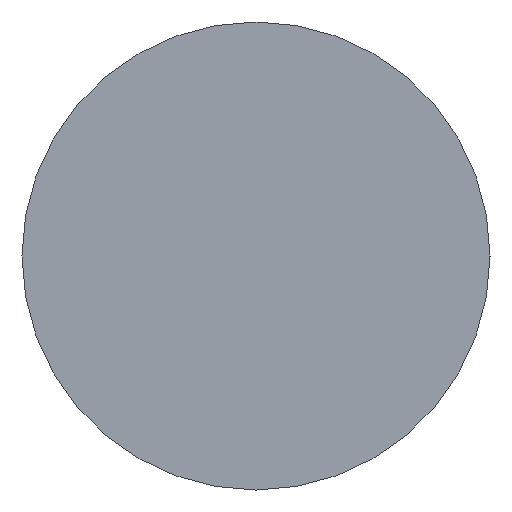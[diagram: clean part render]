
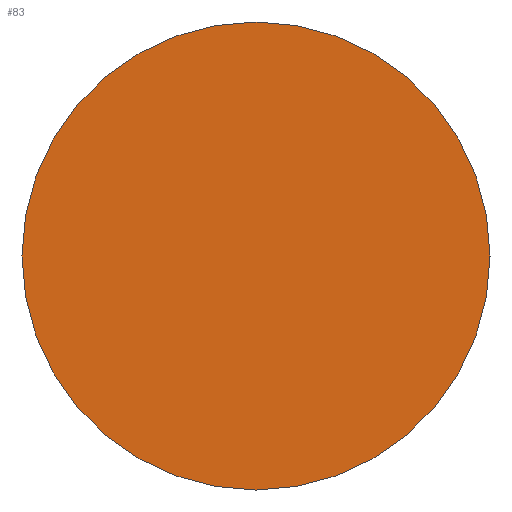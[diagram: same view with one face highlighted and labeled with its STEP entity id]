
A CAD part, left-side view. The second image highlights one B-rep face of the part: STEP entity #83.
In plain terms, the highlighted planar face has unit normal (-1, 0, 0).
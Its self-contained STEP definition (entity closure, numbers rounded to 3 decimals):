
#5 = DIRECTION ( 'NONE',  ( 0., 0., 1. ) ) ;
#66 = DIRECTION ( 'NONE',  ( 1., 0., 0. ) ) ;
#83 = ADVANCED_FACE ( 'NONE', ( #382 ), #249, .F. ) ;
#100 = DIRECTION ( 'NONE',  ( -1., 0., 0. ) ) ;
#104 = VERTEX_POINT ( 'NONE', #110 ) ;
#110 = CARTESIAN_POINT ( 'NONE',  ( 9.803, 0., -32.7 ) ) ;
#139 = CARTESIAN_POINT ( 'NONE',  ( 9.803, 0., 0. ) ) ;
#143 = DIRECTION ( 'NONE',  ( -1., 0., 0. ) ) ;
#229 = CARTESIAN_POINT ( 'NONE',  ( 9.803, 0., 0. ) ) ;
#249 = PLANE ( 'NONE',  #342 ) ;
#259 = ORIENTED_EDGE ( 'NONE', *, *, #488, .T. ) ;
#278 = AXIS2_PLACEMENT_3D ( 'NONE', #229, #143, #5 ) ;
#316 = DIRECTION ( 'NONE',  ( 0., 0., 1. ) ) ;
#342 = AXIS2_PLACEMENT_3D ( 'NONE', #558, #66, #419 ) ;
#346 = CARTESIAN_POINT ( 'NONE',  ( 9.803, 0., 32.7 ) ) ;
#364 = AXIS2_PLACEMENT_3D ( 'NONE', #139, #100, #316 ) ;
#369 = VERTEX_POINT ( 'NONE', #346 ) ;
#376 = EDGE_LOOP ( 'NONE', ( #259, #519 ) ) ;
#382 = FACE_OUTER_BOUND ( 'NONE', #376, .T. ) ;
#419 = DIRECTION ( 'NONE',  ( 0., 0., -1. ) ) ;
#458 = CIRCLE ( 'NONE', #278, 32.7 ) ;
#488 = EDGE_CURVE ( 'NONE', #369, #104, #458, .T. ) ;
#498 = EDGE_CURVE ( 'NONE', #104, #369, #539, .T. ) ;
#519 = ORIENTED_EDGE ( 'NONE', *, *, #498, .T. ) ;
#539 = CIRCLE ( 'NONE', #364, 32.7 ) ;
#558 = CARTESIAN_POINT ( 'NONE',  ( 9.803, 0., 0. ) ) ;
